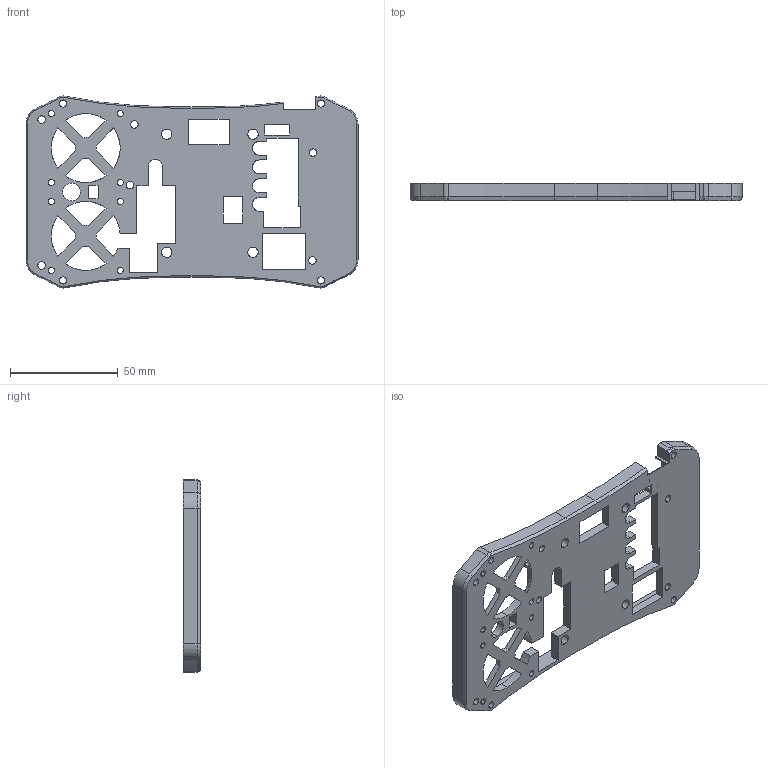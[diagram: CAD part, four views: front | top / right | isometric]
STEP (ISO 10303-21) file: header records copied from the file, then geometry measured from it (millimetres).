
FILE_DESCRIPTION (( 'STEP AP214' ), '1' );
FILE_NAME ('綴裔-2025031301.STEP', '2025-03-12T17:08:08', ( '' ), ( '' ), 'SwSTEP 2.0', 'SolidWorks 2018', '' );
FILE_SCHEMA (( 'AUTOMOTIVE_DESIGN' ));
Length unit declared in the file: millimetre
Products named in the file (1): 綴裔-2025031301
Bounding box: 154.2 x 8 x 89.2 mm (x, y, z)
Volume: 41459 mm3; surface area: 28251.5 mm2
Topology: 1 solids, 1 shells, 237 faces, 724 edges, 476 vertices
Faces by surface type: plane 126, cylinder 92, cone 19
Entity records: 8293 total; most frequent: CARTESIAN_POINT 1552, ORIENTED_EDGE 1448, DIRECTION 1369, EDGE_CURVE 724, LINE 483, VECTOR 483, VERTEX_POINT 476, AXIS2_PLACEMENT_3D 443
